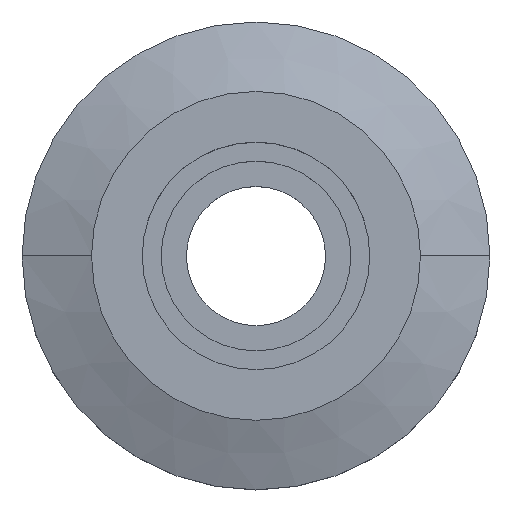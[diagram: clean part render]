
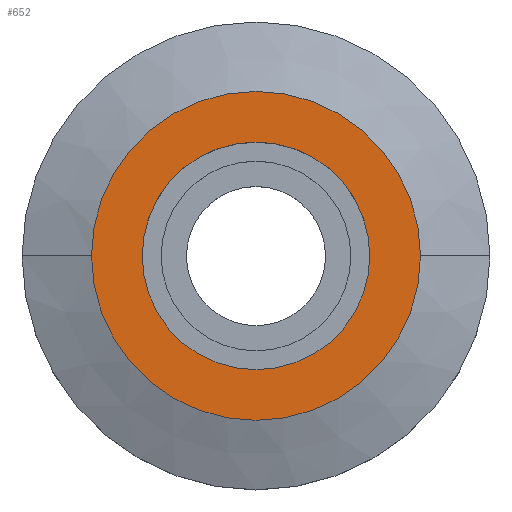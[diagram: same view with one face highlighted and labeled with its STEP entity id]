
A CAD part, top view. The second image highlights one B-rep face of the part: STEP entity #652.
In plain terms, the highlighted planar face has unit normal (0, 0, 1).
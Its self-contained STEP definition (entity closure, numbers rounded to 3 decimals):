
#4 = DIRECTION ( 'NONE',  ( 0., 0., -1. ) ) ;
#33 = VERTEX_POINT ( 'NONE', #320 ) ;
#38 = EDGE_CURVE ( 'NONE', #530, #548, #546, .T. ) ;
#57 = CARTESIAN_POINT ( 'NONE',  ( -13.005, 0., 0. ) ) ;
#58 = DIRECTION ( 'NONE',  ( 0., 0., 1. ) ) ;
#64 = AXIS2_PLACEMENT_3D ( 'NONE', #104, #58, #673 ) ;
#68 = DIRECTION ( 'NONE',  ( 1., 0., 0. ) ) ;
#104 = CARTESIAN_POINT ( 'NONE',  ( 0., 0., 0. ) ) ;
#111 = CARTESIAN_POINT ( 'NONE',  ( 9., 0., 0. ) ) ;
#115 = ORIENTED_EDGE ( 'NONE', *, *, #247, .F. ) ;
#116 = EDGE_CURVE ( 'NONE', #548, #530, #576, .T. ) ;
#117 = CIRCLE ( 'NONE', #64, 9. ) ;
#148 = AXIS2_PLACEMENT_3D ( 'NONE', #642, #639, #637 ) ;
#204 = ORIENTED_EDGE ( 'NONE', *, *, #116, .T. ) ;
#218 = EDGE_CURVE ( 'NONE', #254, #33, #622, .T. ) ;
#247 = EDGE_CURVE ( 'NONE', #33, #254, #117, .T. ) ;
#254 = VERTEX_POINT ( 'NONE', #111 ) ;
#268 = AXIS2_PLACEMENT_3D ( 'NONE', #540, #4, #674 ) ;
#297 = ORIENTED_EDGE ( 'NONE', *, *, #218, .F. ) ;
#307 = FACE_BOUND ( 'NONE', #441, .T. ) ;
#320 = CARTESIAN_POINT ( 'NONE',  ( -9., 0., 0. ) ) ;
#366 = DIRECTION ( 'NONE',  ( 0., 0., 1. ) ) ;
#441 = EDGE_LOOP ( 'NONE', ( #297, #115 ) ) ;
#451 = ORIENTED_EDGE ( 'NONE', *, *, #38, .T. ) ;
#453 = EDGE_LOOP ( 'NONE', ( #204, #451 ) ) ;
#469 = FACE_OUTER_BOUND ( 'NONE', #453, .T. ) ;
#475 = CARTESIAN_POINT ( 'NONE',  ( 0., 0., 0. ) ) ;
#482 = PLANE ( 'NONE',  #268 ) ;
#515 = AXIS2_PLACEMENT_3D ( 'NONE', #475, #625, #662 ) ;
#530 = VERTEX_POINT ( 'NONE', #543 ) ;
#540 = CARTESIAN_POINT ( 'NONE',  ( 0., 9., 0. ) ) ;
#543 = CARTESIAN_POINT ( 'NONE',  ( 13.005, 0., 0. ) ) ;
#546 = CIRCLE ( 'NONE', #515, 13.005 ) ;
#548 = VERTEX_POINT ( 'NONE', #57 ) ;
#576 = CIRCLE ( 'NONE', #148, 13.005 ) ;
#593 = CARTESIAN_POINT ( 'NONE',  ( 0., 0., 0. ) ) ;
#622 = CIRCLE ( 'NONE', #664, 9. ) ;
#625 = DIRECTION ( 'NONE',  ( 0., 0., 1. ) ) ;
#637 = DIRECTION ( 'NONE',  ( -1., 0., 0. ) ) ;
#639 = DIRECTION ( 'NONE',  ( 0., 0., 1. ) ) ;
#642 = CARTESIAN_POINT ( 'NONE',  ( 0., 0., 0. ) ) ;
#652 = ADVANCED_FACE ( 'NONE', ( #469, #307 ), #482, .F. ) ;
#662 = DIRECTION ( 'NONE',  ( -1., 0., 0. ) ) ;
#664 = AXIS2_PLACEMENT_3D ( 'NONE', #593, #366, #68 ) ;
#673 = DIRECTION ( 'NONE',  ( 1., 0., 0. ) ) ;
#674 = DIRECTION ( 'NONE',  ( -1., 0., 0. ) ) ;
